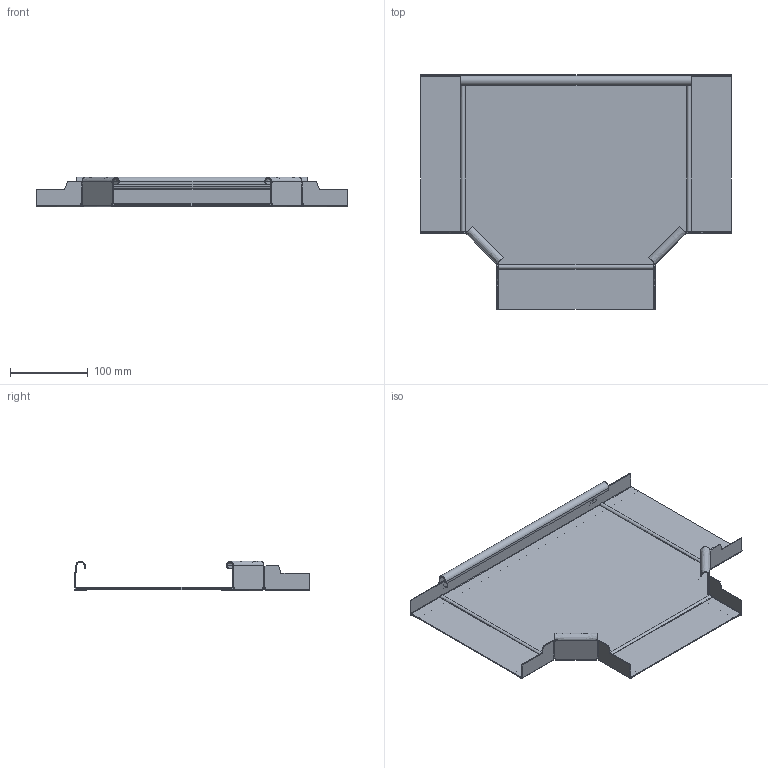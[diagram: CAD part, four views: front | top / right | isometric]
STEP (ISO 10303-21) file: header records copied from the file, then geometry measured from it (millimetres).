
FILE_DESCRIPTION(/* description */ (''),/* implementation_level */ '2;1');
FILE_NAME(/* name */ '6041030',/* time_stamp */ '2014-08-21T15:42:05+02:00',/* author */ (''),/* organization */ (''),/* preprocessor_version */ 'ST-DEVELOPER v15',/* originating_system */ '',/* authorisation */ '');
FILE_SCHEMA (('AUTOMOTIVE_DESIGN'));
Length unit declared in the file: millimetre
Products named in the file (2): Document; Block 03
Assembly tree (1 placements, depth 2):
  Document
    Block 03
Bounding box: 399.2 x 301.35 x 38 mm (x, y, z)
Volume: 156251 mm3; surface area: 285503.4 mm2
Topology: 2 solids, 6 shells, 463 faces, 1219 edges, 783 vertices
Faces by surface type: plane 285, bspline 178
Entity records: 18545 total; most frequent: CARTESIAN_POINT 10640, ORIENTED_EDGE 2410, EDGE_CURVE 1219, B_SPLINE_CURVE_WITH_KNOTS 1048, VERTEX_POINT 783, EDGE_LOOP 484, ADVANCED_FACE 463, FACE_OUTER_BOUND 463
